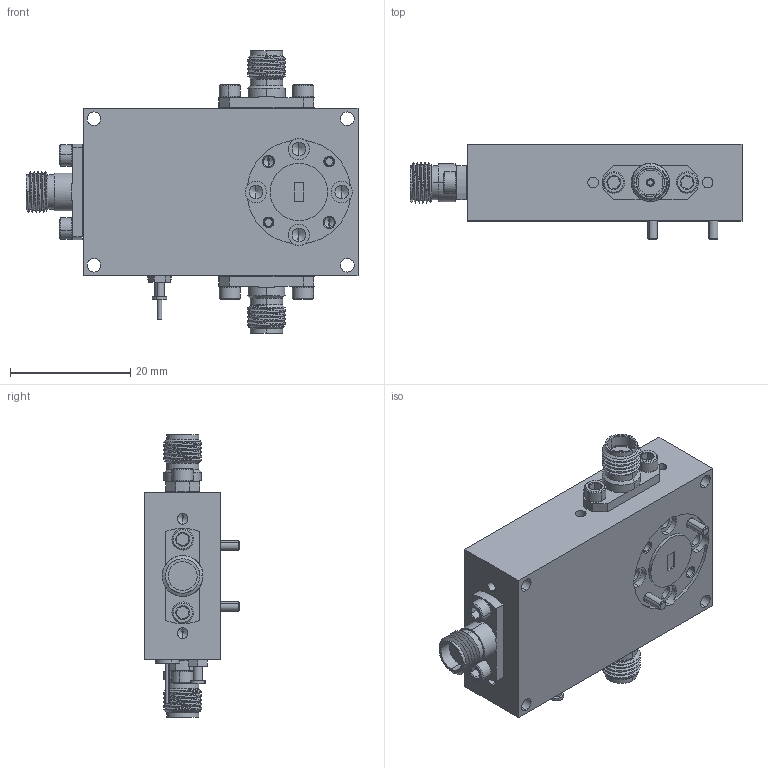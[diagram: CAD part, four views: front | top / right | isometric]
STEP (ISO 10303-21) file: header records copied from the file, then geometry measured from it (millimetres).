
FILE_DESCRIPTION (( 'STEP AP214' ), '1' );
FILE_NAME ('SC-EC-ITS.STEP', '2026-01-28T17:52:17', ( '' ), ( '' ), 'SwSTEP 2.0', 'SolidWorks 2021', '' );
FILE_SCHEMA (( 'AUTOMOTIVE_DESIGN' ));
Length unit declared in the file: inch
Products named in the file (1): SC-EC-ITS
Bounding box: 55.24 x 15.81 x 46.98 mm (x, y, z)
Volume: 16741.9 mm3; surface area: 8520.6 mm2
Topology: 21 solids, 28 shells, 1191 faces, 3000 edges, 1905 vertices
Faces by surface type: cylinder 587, plane 319, cone 246, bspline 39
Entity records: 50660 total; most frequent: CARTESIAN_POINT 23932, ORIENTED_EDGE 5908, DIRECTION 5166, EDGE_CURVE 2954, AXIS2_PLACEMENT_3D 2003, VERTEX_POINT 1905, EDGE_LOOP 1315, FACE_OUTER_BOUND 1191
